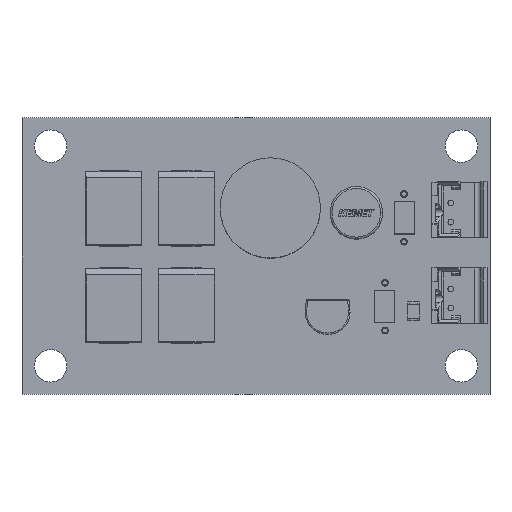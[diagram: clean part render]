
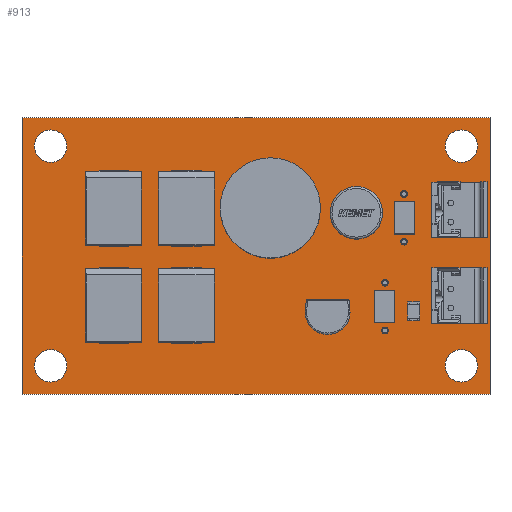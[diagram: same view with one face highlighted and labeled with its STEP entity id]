
A CAD part, top view. The second image highlights one B-rep face of the part: STEP entity #913.
In plain terms, the highlighted planar face has unit normal (0, 0, 1).
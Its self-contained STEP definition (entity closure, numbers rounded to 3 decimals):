
#100 = VERTEX_POINT('',#101);
#101 = CARTESIAN_POINT('',(0.,0.,0.411));
#107 = EDGE_CURVE('',#100,#108,#110,.T.);
#108 = VERTEX_POINT('',#109);
#109 = CARTESIAN_POINT('',(49.,0.,0.411));
#110 = LINE('',#111,#112);
#111 = CARTESIAN_POINT('',(0.,0.,0.411));
#112 = VECTOR('',#113,1.);
#113 = DIRECTION('',(1.,0.,0.));
#138 = EDGE_CURVE('',#108,#139,#141,.T.);
#139 = VERTEX_POINT('',#140);
#140 = CARTESIAN_POINT('',(49.,29.,0.411));
#141 = LINE('',#142,#143);
#142 = CARTESIAN_POINT('',(49.,0.,0.411));
#143 = VECTOR('',#144,1.);
#144 = DIRECTION('',(0.,1.,0.));
#169 = EDGE_CURVE('',#139,#170,#172,.T.);
#170 = VERTEX_POINT('',#171);
#171 = CARTESIAN_POINT('',(0.,29.,0.411));
#172 = LINE('',#173,#174);
#173 = CARTESIAN_POINT('',(49.,29.,0.411));
#174 = VECTOR('',#175,1.);
#175 = DIRECTION('',(-1.,0.,0.));
#200 = EDGE_CURVE('',#170,#100,#201,.T.);
#201 = LINE('',#202,#203);
#202 = CARTESIAN_POINT('',(0.,29.,0.411));
#203 = VECTOR('',#204,1.);
#204 = DIRECTION('',(0.,-1.,0.));
#224 = VERTEX_POINT('',#225);
#225 = CARTESIAN_POINT('',(4.7,3.,0.411));
#231 = EDGE_CURVE('',#224,#224,#232,.T.);
#232 = CIRCLE('',#233,1.7);
#233 = AXIS2_PLACEMENT_3D('',#234,#235,#236);
#234 = CARTESIAN_POINT('',(3.,3.,0.411));
#235 = DIRECTION('',(0.,0.,1.));
#236 = DIRECTION('',(1.,0.,-0.));
#257 = VERTEX_POINT('',#258);
#258 = CARTESIAN_POINT('',(30.921,8.7,0.411));
#264 = EDGE_CURVE('',#257,#257,#265,.T.);
#265 = CIRCLE('',#266,0.445);
#266 = AXIS2_PLACEMENT_3D('',#267,#268,#269);
#267 = CARTESIAN_POINT('',(30.476,8.7,0.411));
#268 = DIRECTION('',(0.,0.,1.));
#269 = DIRECTION('',(1.,0.,-0.));
#290 = VERTEX_POINT('',#291);
#291 = CARTESIAN_POINT('',(33.969,8.7,0.411));
#297 = EDGE_CURVE('',#290,#290,#298,.T.);
#298 = CIRCLE('',#299,0.445);
#299 = AXIS2_PLACEMENT_3D('',#300,#301,#302);
#300 = CARTESIAN_POINT('',(33.524,8.7,0.411));
#301 = DIRECTION('',(0.,0.,1.));
#302 = DIRECTION('',(1.,0.,-0.));
#323 = VERTEX_POINT('',#324);
#324 = CARTESIAN_POINT('',(32.445,8.7,0.411));
#330 = EDGE_CURVE('',#323,#323,#331,.T.);
#331 = CIRCLE('',#332,0.445);
#332 = AXIS2_PLACEMENT_3D('',#333,#334,#335);
#333 = CARTESIAN_POINT('',(32.,8.7,0.411));
#334 = DIRECTION('',(0.,0.,1.));
#335 = DIRECTION('',(1.,0.,-0.));
#356 = VERTEX_POINT('',#357);
#357 = CARTESIAN_POINT('',(26.4,17.,0.411));
#363 = EDGE_CURVE('',#356,#356,#364,.T.);
#364 = CIRCLE('',#365,0.4);
#365 = AXIS2_PLACEMENT_3D('',#366,#367,#368);
#366 = CARTESIAN_POINT('',(26.,17.,0.411));
#367 = DIRECTION('',(0.,0.,1.));
#368 = DIRECTION('',(1.,0.,-0.));
#389 = VERTEX_POINT('',#390);
#390 = CARTESIAN_POINT('',(4.7,26.,0.411));
#396 = EDGE_CURVE('',#389,#389,#397,.T.);
#397 = CIRCLE('',#398,1.7);
#398 = AXIS2_PLACEMENT_3D('',#399,#400,#401);
#399 = CARTESIAN_POINT('',(3.,26.,0.411));
#400 = DIRECTION('',(0.,0.,1.));
#401 = DIRECTION('',(1.,0.,-0.));
#422 = VERTEX_POINT('',#423);
#423 = CARTESIAN_POINT('',(35.35,18.,0.411));
#429 = EDGE_CURVE('',#422,#422,#430,.T.);
#430 = CIRCLE('',#431,0.35);
#431 = AXIS2_PLACEMENT_3D('',#432,#433,#434);
#432 = CARTESIAN_POINT('',(35.,18.,0.411));
#433 = DIRECTION('',(0.,0.,1.));
#434 = DIRECTION('',(1.,0.,-0.));
#455 = VERTEX_POINT('',#456);
#456 = CARTESIAN_POINT('',(26.4,22.,0.411));
#462 = EDGE_CURVE('',#455,#455,#463,.T.);
#463 = CIRCLE('',#464,0.4);
#464 = AXIS2_PLACEMENT_3D('',#465,#466,#467);
#465 = CARTESIAN_POINT('',(26.,22.,0.411));
#466 = DIRECTION('',(0.,0.,1.));
#467 = DIRECTION('',(1.,0.,-0.));
#488 = VERTEX_POINT('',#489);
#489 = CARTESIAN_POINT('',(35.35,20.,0.411));
#495 = EDGE_CURVE('',#488,#488,#496,.T.);
#496 = CIRCLE('',#497,0.35);
#497 = AXIS2_PLACEMENT_3D('',#498,#499,#500);
#498 = CARTESIAN_POINT('',(35.,20.,0.411));
#499 = DIRECTION('',(0.,0.,1.));
#500 = DIRECTION('',(1.,0.,-0.));
#521 = VERTEX_POINT('',#522);
#522 = CARTESIAN_POINT('',(38.35,6.7,0.411));
#528 = EDGE_CURVE('',#521,#521,#529,.T.);
#529 = CIRCLE('',#530,0.35);
#530 = AXIS2_PLACEMENT_3D('',#531,#532,#533);
#531 = CARTESIAN_POINT('',(38.,6.7,0.411));
#532 = DIRECTION('',(0.,0.,1.));
#533 = DIRECTION('',(1.,0.,-0.));
#554 = VERTEX_POINT('',#555);
#555 = CARTESIAN_POINT('',(38.35,11.7,0.411));
#561 = EDGE_CURVE('',#554,#554,#562,.T.);
#562 = CIRCLE('',#563,0.35);
#563 = AXIS2_PLACEMENT_3D('',#564,#565,#566);
#564 = CARTESIAN_POINT('',(38.,11.7,0.411));
#565 = DIRECTION('',(0.,0.,1.));
#566 = DIRECTION('',(1.,0.,-0.));
#587 = VERTEX_POINT('',#588);
#588 = CARTESIAN_POINT('',(47.7,3.,0.411));
#594 = EDGE_CURVE('',#587,#587,#595,.T.);
#595 = CIRCLE('',#596,1.7);
#596 = AXIS2_PLACEMENT_3D('',#597,#598,#599);
#597 = CARTESIAN_POINT('',(46.,3.,0.411));
#598 = DIRECTION('',(0.,0.,1.));
#599 = DIRECTION('',(1.,0.,-0.));
#620 = VERTEX_POINT('',#621);
#621 = CARTESIAN_POINT('',(45.4,11.,0.411));
#627 = EDGE_CURVE('',#620,#620,#628,.T.);
#628 = CIRCLE('',#629,0.4);
#629 = AXIS2_PLACEMENT_3D('',#630,#631,#632);
#630 = CARTESIAN_POINT('',(45.,11.,0.411));
#631 = DIRECTION('',(0.,0.,1.));
#632 = DIRECTION('',(1.,0.,-0.));
#653 = VERTEX_POINT('',#654);
#654 = CARTESIAN_POINT('',(45.4,9.,0.411));
#660 = EDGE_CURVE('',#653,#653,#661,.T.);
#661 = CIRCLE('',#662,0.4);
#662 = AXIS2_PLACEMENT_3D('',#663,#664,#665);
#663 = CARTESIAN_POINT('',(45.,9.,0.411));
#664 = DIRECTION('',(0.,0.,1.));
#665 = DIRECTION('',(1.,0.,-0.));
#686 = VERTEX_POINT('',#687);
#687 = CARTESIAN_POINT('',(40.35,16.,0.411));
#693 = EDGE_CURVE('',#686,#686,#694,.T.);
#694 = CIRCLE('',#695,0.35);
#695 = AXIS2_PLACEMENT_3D('',#696,#697,#698);
#696 = CARTESIAN_POINT('',(40.,16.,0.411));
#697 = DIRECTION('',(0.,0.,1.));
#698 = DIRECTION('',(1.,0.,-0.));
#719 = VERTEX_POINT('',#720);
#720 = CARTESIAN_POINT('',(40.35,21.,0.411));
#726 = EDGE_CURVE('',#719,#719,#727,.T.);
#727 = CIRCLE('',#728,0.35);
#728 = AXIS2_PLACEMENT_3D('',#729,#730,#731);
#729 = CARTESIAN_POINT('',(40.,21.,0.411));
#730 = DIRECTION('',(0.,0.,1.));
#731 = DIRECTION('',(1.,0.,-0.));
#752 = VERTEX_POINT('',#753);
#753 = CARTESIAN_POINT('',(45.4,18.,0.411));
#759 = EDGE_CURVE('',#752,#752,#760,.T.);
#760 = CIRCLE('',#761,0.4);
#761 = AXIS2_PLACEMENT_3D('',#762,#763,#764);
#762 = CARTESIAN_POINT('',(45.,18.,0.411));
#763 = DIRECTION('',(0.,0.,1.));
#764 = DIRECTION('',(1.,0.,-0.));
#785 = VERTEX_POINT('',#786);
#786 = CARTESIAN_POINT('',(47.7,26.,0.411));
#792 = EDGE_CURVE('',#785,#785,#793,.T.);
#793 = CIRCLE('',#794,1.7);
#794 = AXIS2_PLACEMENT_3D('',#795,#796,#797);
#795 = CARTESIAN_POINT('',(46.,26.,0.411));
#796 = DIRECTION('',(0.,0.,1.));
#797 = DIRECTION('',(1.,0.,-0.));
#818 = VERTEX_POINT('',#819);
#819 = CARTESIAN_POINT('',(45.4,20.,0.411));
#825 = EDGE_CURVE('',#818,#818,#826,.T.);
#826 = CIRCLE('',#827,0.4);
#827 = AXIS2_PLACEMENT_3D('',#828,#829,#830);
#828 = CARTESIAN_POINT('',(45.,20.,0.411));
#829 = DIRECTION('',(0.,0.,1.));
#830 = DIRECTION('',(1.,0.,-0.));
#913 = ADVANCED_FACE('',(#914,#920,#923,#926,#929,#932,#935,#938,#941,
    #944,#947,#950,#953,#956,#959,#962,#965,#968,#971,#974),#977,.T.);
#914 = FACE_BOUND('',#915,.T.);
#915 = EDGE_LOOP('',(#916,#917,#918,#919));
#916 = ORIENTED_EDGE('',*,*,#107,.T.);
#917 = ORIENTED_EDGE('',*,*,#138,.T.);
#918 = ORIENTED_EDGE('',*,*,#169,.T.);
#919 = ORIENTED_EDGE('',*,*,#200,.T.);
#920 = FACE_BOUND('',#921,.T.);
#921 = EDGE_LOOP('',(#922));
#922 = ORIENTED_EDGE('',*,*,#231,.F.);
#923 = FACE_BOUND('',#924,.T.);
#924 = EDGE_LOOP('',(#925));
#925 = ORIENTED_EDGE('',*,*,#264,.F.);
#926 = FACE_BOUND('',#927,.T.);
#927 = EDGE_LOOP('',(#928));
#928 = ORIENTED_EDGE('',*,*,#297,.F.);
#929 = FACE_BOUND('',#930,.T.);
#930 = EDGE_LOOP('',(#931));
#931 = ORIENTED_EDGE('',*,*,#330,.F.);
#932 = FACE_BOUND('',#933,.T.);
#933 = EDGE_LOOP('',(#934));
#934 = ORIENTED_EDGE('',*,*,#363,.F.);
#935 = FACE_BOUND('',#936,.T.);
#936 = EDGE_LOOP('',(#937));
#937 = ORIENTED_EDGE('',*,*,#396,.F.);
#938 = FACE_BOUND('',#939,.T.);
#939 = EDGE_LOOP('',(#940));
#940 = ORIENTED_EDGE('',*,*,#429,.F.);
#941 = FACE_BOUND('',#942,.T.);
#942 = EDGE_LOOP('',(#943));
#943 = ORIENTED_EDGE('',*,*,#462,.F.);
#944 = FACE_BOUND('',#945,.T.);
#945 = EDGE_LOOP('',(#946));
#946 = ORIENTED_EDGE('',*,*,#495,.F.);
#947 = FACE_BOUND('',#948,.T.);
#948 = EDGE_LOOP('',(#949));
#949 = ORIENTED_EDGE('',*,*,#528,.F.);
#950 = FACE_BOUND('',#951,.T.);
#951 = EDGE_LOOP('',(#952));
#952 = ORIENTED_EDGE('',*,*,#561,.F.);
#953 = FACE_BOUND('',#954,.T.);
#954 = EDGE_LOOP('',(#955));
#955 = ORIENTED_EDGE('',*,*,#594,.F.);
#956 = FACE_BOUND('',#957,.T.);
#957 = EDGE_LOOP('',(#958));
#958 = ORIENTED_EDGE('',*,*,#627,.F.);
#959 = FACE_BOUND('',#960,.T.);
#960 = EDGE_LOOP('',(#961));
#961 = ORIENTED_EDGE('',*,*,#660,.F.);
#962 = FACE_BOUND('',#963,.T.);
#963 = EDGE_LOOP('',(#964));
#964 = ORIENTED_EDGE('',*,*,#693,.F.);
#965 = FACE_BOUND('',#966,.T.);
#966 = EDGE_LOOP('',(#967));
#967 = ORIENTED_EDGE('',*,*,#726,.F.);
#968 = FACE_BOUND('',#969,.T.);
#969 = EDGE_LOOP('',(#970));
#970 = ORIENTED_EDGE('',*,*,#759,.F.);
#971 = FACE_BOUND('',#972,.T.);
#972 = EDGE_LOOP('',(#973));
#973 = ORIENTED_EDGE('',*,*,#792,.F.);
#974 = FACE_BOUND('',#975,.T.);
#975 = EDGE_LOOP('',(#976));
#976 = ORIENTED_EDGE('',*,*,#825,.F.);
#977 = PLANE('',#978);
#978 = AXIS2_PLACEMENT_3D('',#979,#980,#981);
#979 = CARTESIAN_POINT('',(24.5,14.5,0.411));
#980 = DIRECTION('',(0.,0.,1.));
#981 = DIRECTION('',(1.,0.,-0.));
